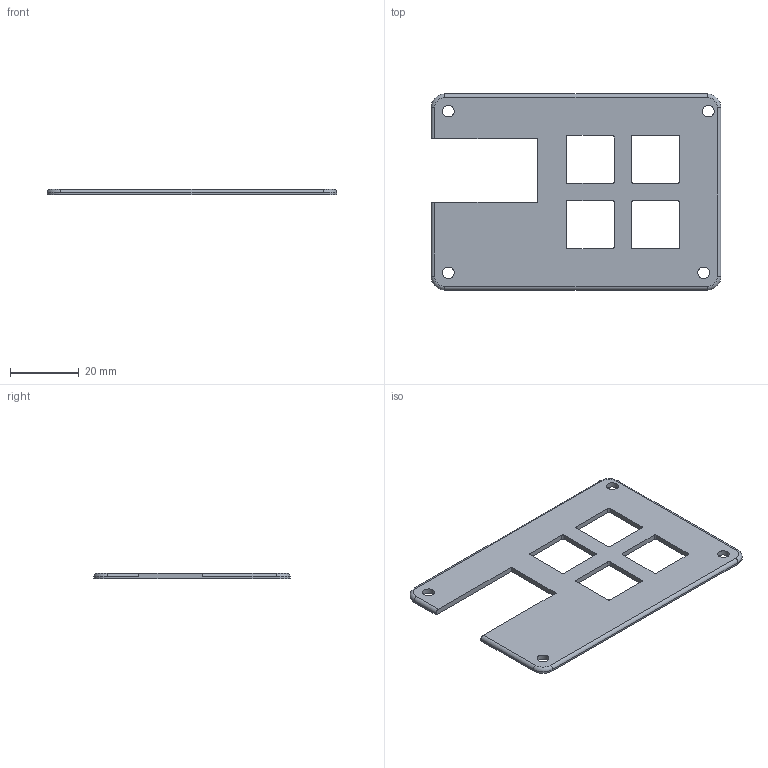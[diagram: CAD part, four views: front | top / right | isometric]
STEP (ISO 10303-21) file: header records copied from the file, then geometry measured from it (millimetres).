
FILE_DESCRIPTION(/* description */ (''),/* implementation_level */ '2;1');
FILE_NAME(/* name */ 'hackpad top plate.step',/* time_stamp */ '2025-12-03T20:50:15+01:00',/* author */ (''),/* organization */ (''),/* preprocessor_version */ 'ST-DEVELOPER v20.1',/* originating_system */ 'Autodesk Translation Framework v14.21.0.0',/* authorisation */ '');
FILE_SCHEMA (('AUTOMOTIVE_DESIGN { 1 0 10303 214 3 1 1 }'));
Length unit declared in the file: millimetre
Products named in the file (1): hackpad top plate
Bounding box: 84.4 x 57.13 x 1.5 mm (x, y, z)
Volume: 5061.5 mm3; surface area: 7657.6 mm2
Topology: 1 solids, 1 shells, 376 faces, 1051 edges, 698 vertices
Faces by surface type: bspline 203, plane 140, cylinder 29, torus 4
Full cylindrical faces by diameter (mm): 3.4 x4
Entity records: 13968 total; most frequent: CARTESIAN_POINT 5577, ORIENTED_EDGE 2102, DIRECTION 1055, EDGE_CURVE 1051, VERTEX_POINT 698, LINE 583, VECTOR 583, EDGE_LOOP 413
